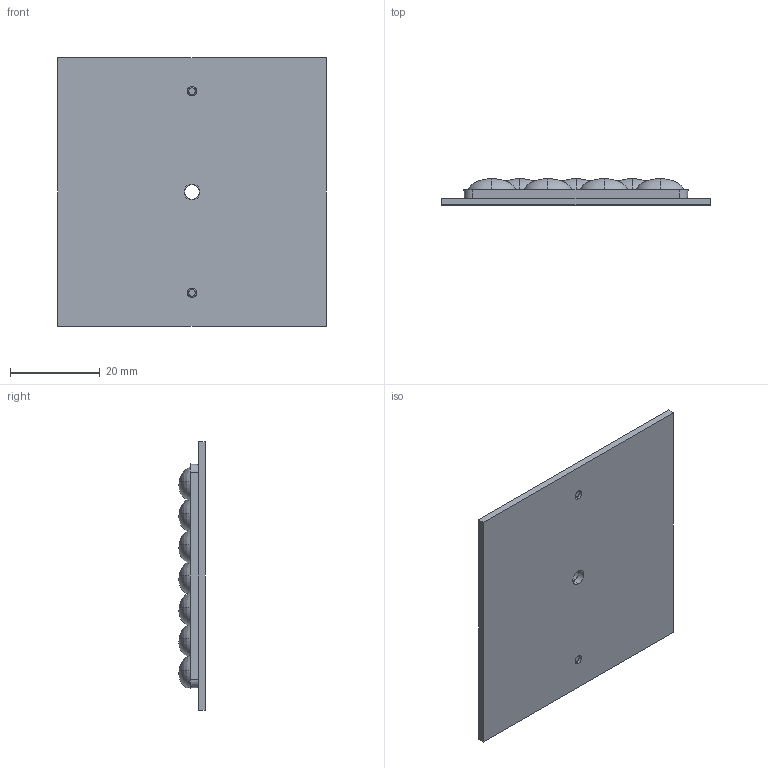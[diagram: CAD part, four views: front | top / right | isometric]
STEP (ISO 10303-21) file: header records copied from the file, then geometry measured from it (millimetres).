
FILE_DESCRIPTION (( 'STEP AP203' ), '1' );
FILE_NAME ('L207-2412_LD5050-24C1-T2M-E-20210630-KH.stp', '2022-01-06T10:24:22', ( 'Windows 蚚誧' ), ( '' ), 'SwSTEP 2.0', 'SolidWorks 2019', '' );
FILE_SCHEMA (( 'CONFIG_CONTROL_DESIGN' ));
Length unit declared in the file: millimetre
Products named in the file (1): L207-2412_LD5050-24C1-T2M-E-20210630-KH
Bounding box: 60 x 5.87 x 60 mm (x, y, z)
Volume: 12174.3 mm3; surface area: 14009.8 mm2
Topology: 2 solids, 2 shells, 520 faces, 1377 edges, 865 vertices
Faces by surface type: plane 300, cone 108, bspline 104, cylinder 8
Entity records: 28718 total; most frequent: CARTESIAN_POINT 16693, ORIENTED_EDGE 2608, DIRECTION 2146, EDGE_CURVE 1304, VERTEX_POINT 865, LINE 820, VECTOR 820, AXIS2_PLACEMENT_3D 663
